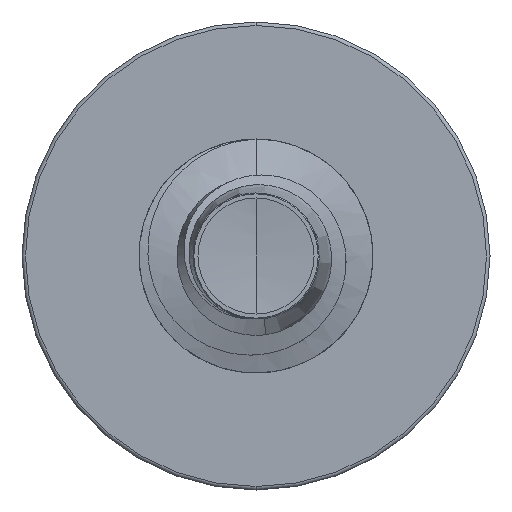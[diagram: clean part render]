
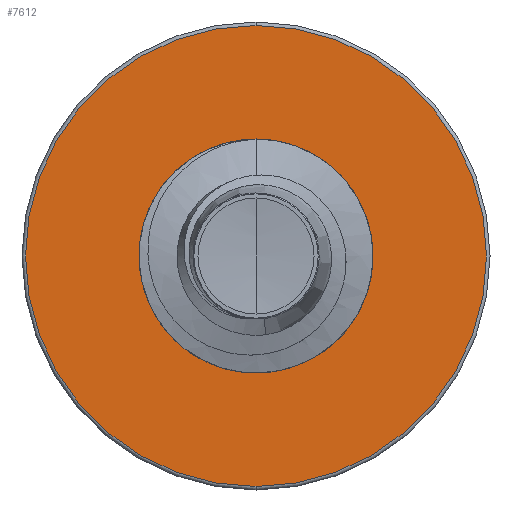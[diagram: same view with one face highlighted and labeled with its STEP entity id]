
A CAD part, front view. The second image highlights one B-rep face of the part: STEP entity #7612.
In plain terms, the highlighted planar face has unit normal (0, -1, 0).
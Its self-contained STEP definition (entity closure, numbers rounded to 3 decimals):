
#1 = EDGE_LOOP ( 'NONE', ( #328, #376 ) ) ;
#137 = AXIS2_PLACEMENT_3D ( 'NONE', #1300, #7771, #2267 ) ;
#210 = AXIS2_PLACEMENT_3D ( 'NONE', #8991, #3397, #9925 ) ;
#239 = AXIS2_PLACEMENT_3D ( 'NONE', #10597, #4986, #11505 ) ;
#328 = ORIENTED_EDGE ( 'NONE', *, *, #6759, .F. ) ;
#376 = ORIENTED_EDGE ( 'NONE', *, *, #6851, .F. ) ;
#436 = ORIENTED_EDGE ( 'NONE', *, *, #7162, .T. ) ;
#609 = DIRECTION ( 'NONE',  ( 0., 0., 1. ) ) ;
#708 = CIRCLE ( 'NONE', #210, 2.415 ) ;
#886 = VERTEX_POINT ( 'NONE', #1742 ) ;
#890 = CIRCLE ( 'NONE', #239, 4.925 ) ;
#1300 = CARTESIAN_POINT ( 'NONE',  ( 0., 9., 0. ) ) ;
#1316 = VERTEX_POINT ( 'NONE', #7471 ) ;
#1742 = CARTESIAN_POINT ( 'NONE',  ( 0., 9., 4.925 ) ) ;
#2256 = DIRECTION ( 'NONE',  ( 0., 1., 0. ) ) ;
#2267 = DIRECTION ( 'NONE',  ( 0., 0., 1. ) ) ;
#2325 = CIRCLE ( 'NONE', #11648, 2.415 ) ;
#2414 = FACE_BOUND ( 'NONE', #4410, .T. ) ;
#3397 = DIRECTION ( 'NONE',  ( 0., 1., 0. ) ) ;
#3748 = FACE_OUTER_BOUND ( 'NONE', #1, .T. ) ;
#3780 = ORIENTED_EDGE ( 'NONE', *, *, #8009, .T. ) ;
#4289 = PLANE ( 'NONE',  #9198 ) ;
#4410 = EDGE_LOOP ( 'NONE', ( #436, #3780 ) ) ;
#4986 = DIRECTION ( 'NONE',  ( 0., 1., 0. ) ) ;
#5216 = CARTESIAN_POINT ( 'NONE',  ( 0., 9., -2.415 ) ) ;
#6094 = CARTESIAN_POINT ( 'NONE',  ( 0., 9., -4.925 ) ) ;
#6167 = DIRECTION ( 'NONE',  ( 0., 1., 0. ) ) ;
#6536 = CIRCLE ( 'NONE', #137, 4.925 ) ;
#6759 = EDGE_CURVE ( 'NONE', #886, #8813, #890, .T. ) ;
#6806 = VERTEX_POINT ( 'NONE', #8683 ) ;
#6851 = EDGE_CURVE ( 'NONE', #8813, #886, #6536, .T. ) ;
#7162 = EDGE_CURVE ( 'NONE', #6806, #1316, #2325, .T. ) ;
#7471 = CARTESIAN_POINT ( 'NONE',  ( 0., 9., -2.415 ) ) ;
#7612 = ADVANCED_FACE ( 'NONE', ( #3748, #2414 ), #4289, .F. ) ;
#7758 = CARTESIAN_POINT ( 'NONE',  ( 0., 9., 0. ) ) ;
#7771 = DIRECTION ( 'NONE',  ( 0., 1., 0. ) ) ;
#8009 = EDGE_CURVE ( 'NONE', #1316, #6806, #708, .T. ) ;
#8683 = CARTESIAN_POINT ( 'NONE',  ( 0., 9., 2.415 ) ) ;
#8713 = DIRECTION ( 'NONE',  ( 0., 0., 1. ) ) ;
#8813 = VERTEX_POINT ( 'NONE', #6094 ) ;
#8991 = CARTESIAN_POINT ( 'NONE',  ( 0., 9., 0. ) ) ;
#9198 = AXIS2_PLACEMENT_3D ( 'NONE', #5216, #6167, #609 ) ;
#9925 = DIRECTION ( 'NONE',  ( 0., 0., 1. ) ) ;
#10597 = CARTESIAN_POINT ( 'NONE',  ( 0., 9., 0. ) ) ;
#11505 = DIRECTION ( 'NONE',  ( 0., 0., 1. ) ) ;
#11648 = AXIS2_PLACEMENT_3D ( 'NONE', #7758, #2256, #8713 ) ;
